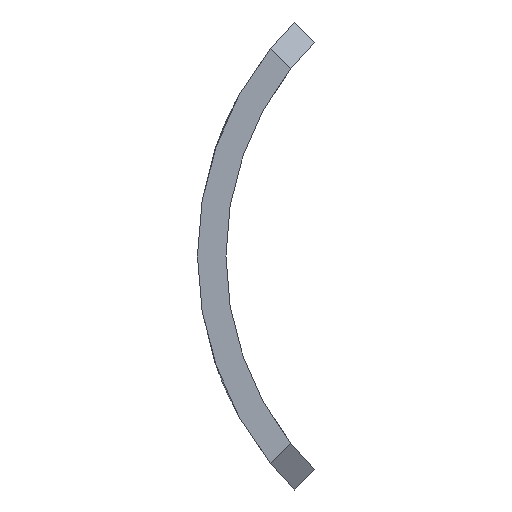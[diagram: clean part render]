
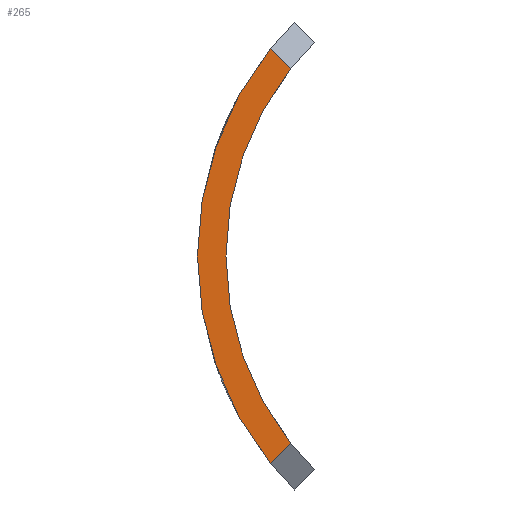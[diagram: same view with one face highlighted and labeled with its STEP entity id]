
A CAD part, left-side view. The second image highlights one B-rep face of the part: STEP entity #265.
In plain terms, the highlighted planar face has unit normal (-1, 0, 0).
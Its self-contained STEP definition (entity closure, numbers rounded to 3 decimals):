
#7 = EDGE_CURVE ( 'NONE', #549, #645, #495, .T. ) ;
#13 = DIRECTION ( 'NONE',  ( 1., 0., 0. ) ) ;
#38 = FACE_OUTER_BOUND ( 'NONE', #101, .T. ) ;
#47 = ORIENTED_EDGE ( 'NONE', *, *, #544, .F. ) ;
#90 = AXIS2_PLACEMENT_3D ( 'NONE', #642, #13, #639 ) ;
#101 = EDGE_LOOP ( 'NONE', ( #47, #589, #623, #657 ) ) ;
#102 = CARTESIAN_POINT ( 'NONE',  ( 0., 16.646, -13.129 ) ) ;
#133 = LINE ( 'NONE', #249, #182 ) ;
#137 = DIRECTION ( 'NONE',  ( 0., 0.707, 0.708 ) ) ;
#150 = CARTESIAN_POINT ( 'NONE',  ( 0., 1.769, 1.767 ) ) ;
#158 = CIRCLE ( 'NONE', #592, 23.2 ) ;
#174 = EDGE_CURVE ( 'NONE', #645, #537, #406, .T. ) ;
#182 = VECTOR ( 'NONE', #137, 1000. ) ;
#244 = CARTESIAN_POINT ( 'NONE',  ( 0., 0., 0. ) ) ;
#249 = CARTESIAN_POINT ( 'NONE',  ( 0., 18.164, 14.648 ) ) ;
#257 = AXIS2_PLACEMENT_3D ( 'NONE', #660, #553, #327 ) ;
#258 = DIRECTION ( 'NONE',  ( 0., 0., -1. ) ) ;
#265 = ADVANCED_FACE ( 'NONE', ( #38 ), #322, .F. ) ;
#316 = VECTOR ( 'NONE', #376, 1000. ) ;
#322 = PLANE ( 'NONE',  #257 ) ;
#323 = VERTEX_POINT ( 'NONE', #512 ) ;
#327 = DIRECTION ( 'NONE',  ( 0., 0., -1. ) ) ;
#376 = DIRECTION ( 'NONE',  ( 0., -0.707, 0.708 ) ) ;
#406 = CIRCLE ( 'NONE', #90, 21.2 ) ;
#495 = LINE ( 'NONE', #150, #316 ) ;
#512 = CARTESIAN_POINT ( 'NONE',  ( 0., 18.068, 14.553 ) ) ;
#520 = EDGE_CURVE ( 'NONE', #537, #323, #133, .T. ) ;
#537 = VERTEX_POINT ( 'NONE', #693 ) ;
#544 = EDGE_CURVE ( 'NONE', #549, #323, #158, .T. ) ;
#549 = VERTEX_POINT ( 'NONE', #572 ) ;
#553 = DIRECTION ( 'NONE',  ( 1., 0., 0. ) ) ;
#572 = CARTESIAN_POINT ( 'NONE',  ( 0., 18.068, -14.553 ) ) ;
#589 = ORIENTED_EDGE ( 'NONE', *, *, #7, .T. ) ;
#592 = AXIS2_PLACEMENT_3D ( 'NONE', #244, #687, #258 ) ;
#623 = ORIENTED_EDGE ( 'NONE', *, *, #174, .T. ) ;
#639 = DIRECTION ( 'NONE',  ( 0., 0., -1. ) ) ;
#642 = CARTESIAN_POINT ( 'NONE',  ( 0., 0., 0. ) ) ;
#645 = VERTEX_POINT ( 'NONE', #102 ) ;
#657 = ORIENTED_EDGE ( 'NONE', *, *, #520, .T. ) ;
#660 = CARTESIAN_POINT ( 'NONE',  ( 0., 0., 0. ) ) ;
#687 = DIRECTION ( 'NONE',  ( 1., 0., 0. ) ) ;
#693 = CARTESIAN_POINT ( 'NONE',  ( 0., 16.646, 13.129 ) ) ;
